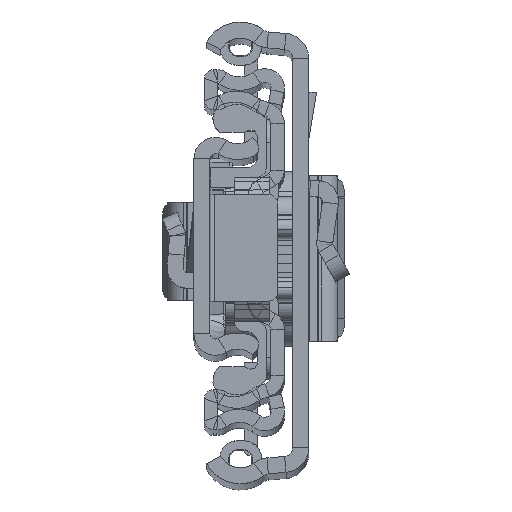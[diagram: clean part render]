
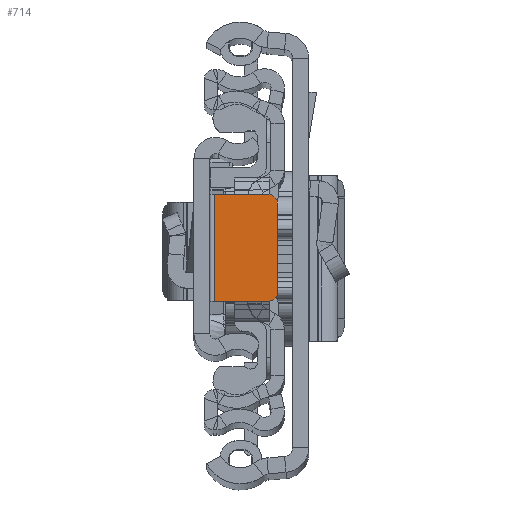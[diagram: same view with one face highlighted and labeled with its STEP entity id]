
A CAD part, top view. The second image highlights one B-rep face of the part: STEP entity #714.
In plain terms, the highlighted planar face has unit normal (0, 0, 1).
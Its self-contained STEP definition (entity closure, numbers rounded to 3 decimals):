
#691 = VECTOR ( 'NONE', #15994, 1000. ) ;
#714 = ADVANCED_FACE ( 'NONE', ( #19185 ), #28581, .T. ) ;
#840 = CARTESIAN_POINT ( 'NONE',  ( -2.3, 6.151, -6.8 ) ) ;
#1266 = DIRECTION ( 'NONE',  ( 1., 0., 0. ) ) ;
#1577 = EDGE_CURVE ( 'NONE', #25298, #28696, #9431, .T. ) ;
#3520 = EDGE_CURVE ( 'NONE', #13396, #25298, #14507, .T. ) ;
#5888 = EDGE_LOOP ( 'NONE', ( #6650, #29710, #15207, #8464, #21200, #9120 ) ) ;
#5948 = CARTESIAN_POINT ( 'NONE',  ( -8.4, -5.849, -6.8 ) ) ;
#6650 = ORIENTED_EDGE ( 'NONE', *, *, #16134, .F. ) ;
#7588 = DIRECTION ( 'NONE',  ( 1., 0., 0. ) ) ;
#7739 = CARTESIAN_POINT ( 'NONE',  ( 0., 0., -6.8 ) ) ;
#8057 = CARTESIAN_POINT ( 'NONE',  ( -9.4, 5.151, -6.8 ) ) ;
#8464 = ORIENTED_EDGE ( 'NONE', *, *, #1577, .F. ) ;
#8981 = DIRECTION ( 'NONE',  ( 1., 0., 0. ) ) ;
#9120 = ORIENTED_EDGE ( 'NONE', *, *, #18938, .T. ) ;
#9431 = LINE ( 'NONE', #16309, #10478 ) ;
#9925 = VECTOR ( 'NONE', #28270, 1000. ) ;
#10099 = VECTOR ( 'NONE', #28310, 1000. ) ;
#10478 = VECTOR ( 'NONE', #16161, 1000. ) ;
#11133 = EDGE_CURVE ( 'NONE', #29850, #18836, #28624, .T. ) ;
#11434 = CARTESIAN_POINT ( 'NONE',  ( -8.4, 5.151, -6.8 ) ) ;
#12281 = AXIS2_PLACEMENT_3D ( 'NONE', #11434, #29832, #8981 ) ;
#12692 = CARTESIAN_POINT ( 'NONE',  ( -2.3, -5.849, -6.8 ) ) ;
#13136 = DIRECTION ( 'NONE',  ( 0., 0., 1. ) ) ;
#13396 = VERTEX_POINT ( 'NONE', #14343 ) ;
#14343 = CARTESIAN_POINT ( 'NONE',  ( -8.4, 6.151, -6.8 ) ) ;
#14507 = LINE ( 'NONE', #26335, #10099 ) ;
#15061 = DIRECTION ( 'NONE',  ( 0., 0., 1. ) ) ;
#15207 = ORIENTED_EDGE ( 'NONE', *, *, #16241, .F. ) ;
#15994 = DIRECTION ( 'NONE',  ( 0., 1., 0. ) ) ;
#16134 = EDGE_CURVE ( 'NONE', #29850, #22071, #29798, .T. ) ;
#16161 = DIRECTION ( 'NONE',  ( 0., -1., 0. ) ) ;
#16241 = EDGE_CURVE ( 'NONE', #28696, #18836, #19026, .T. ) ;
#16309 = CARTESIAN_POINT ( 'NONE',  ( -2.3, 6.151, -6.8 ) ) ;
#18451 = AXIS2_PLACEMENT_3D ( 'NONE', #26834, #13136, #1266 ) ;
#18736 = AXIS2_PLACEMENT_3D ( 'NONE', #7739, #15061, #7588 ) ;
#18836 = VERTEX_POINT ( 'NONE', #5948 ) ;
#18938 = EDGE_CURVE ( 'NONE', #13396, #22071, #26371, .T. ) ;
#19026 = LINE ( 'NONE', #21451, #9925 ) ;
#19185 = FACE_OUTER_BOUND ( 'NONE', #5888, .T. ) ;
#21108 = CARTESIAN_POINT ( 'NONE',  ( -9.4, -4.849, -6.8 ) ) ;
#21200 = ORIENTED_EDGE ( 'NONE', *, *, #3520, .F. ) ;
#21451 = CARTESIAN_POINT ( 'NONE',  ( -9.4, -5.849, -6.8 ) ) ;
#22071 = VERTEX_POINT ( 'NONE', #8057 ) ;
#25298 = VERTEX_POINT ( 'NONE', #840 ) ;
#26335 = CARTESIAN_POINT ( 'NONE',  ( -1.8, 6.151, -6.8 ) ) ;
#26371 = CIRCLE ( 'NONE', #12281, 1. ) ;
#26834 = CARTESIAN_POINT ( 'NONE',  ( -8.4, -4.849, -6.8 ) ) ;
#27531 = CARTESIAN_POINT ( 'NONE',  ( -9.4, 6.151, -6.8 ) ) ;
#28270 = DIRECTION ( 'NONE',  ( -1., 0., 0. ) ) ;
#28310 = DIRECTION ( 'NONE',  ( 1., 0., 0. ) ) ;
#28581 = PLANE ( 'NONE',  #18736 ) ;
#28624 = CIRCLE ( 'NONE', #18451, 1. ) ;
#28696 = VERTEX_POINT ( 'NONE', #12692 ) ;
#29710 = ORIENTED_EDGE ( 'NONE', *, *, #11133, .T. ) ;
#29798 = LINE ( 'NONE', #27531, #691 ) ;
#29832 = DIRECTION ( 'NONE',  ( 0., 0., 1. ) ) ;
#29850 = VERTEX_POINT ( 'NONE', #21108 ) ;
